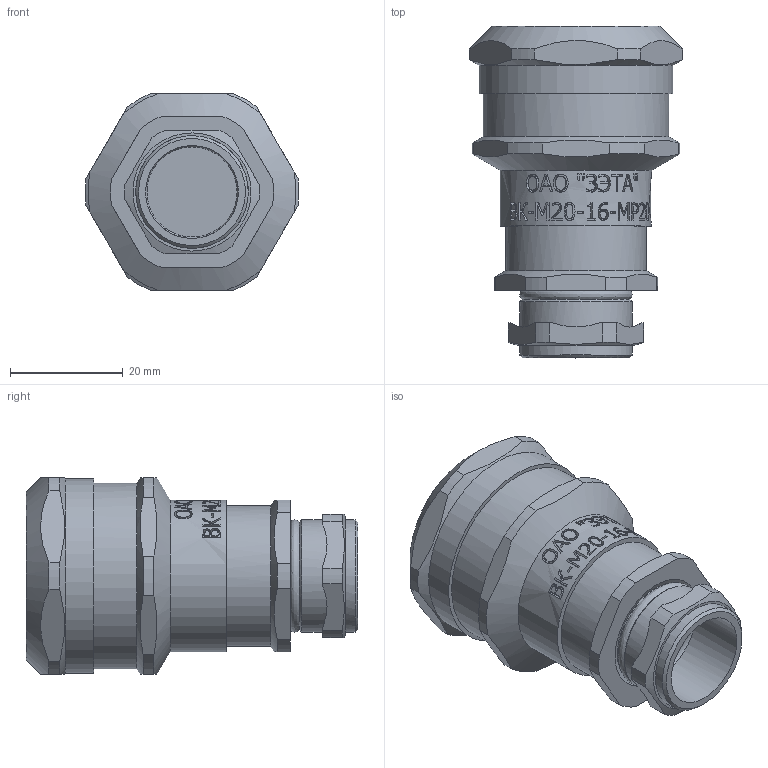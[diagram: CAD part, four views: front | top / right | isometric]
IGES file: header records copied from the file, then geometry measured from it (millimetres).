
Global section: file name: ВК-М20-МР20 (8-16); native system: Autodesk Inventor 2015; preprocessor: unknown; author: Борисов Е.В.,,11,0,; ; date: 20160917.201157; units: centimetre
Bounding box: 38 x 58.97 x 35 mm (x, y, z)
Volume: 26532.6 mm3; surface area: 16307.2 mm2
Topology: 2 solids, 2 shells, 491 faces, 1363 edges, 916 vertices
Faces by surface type: bspline 491
